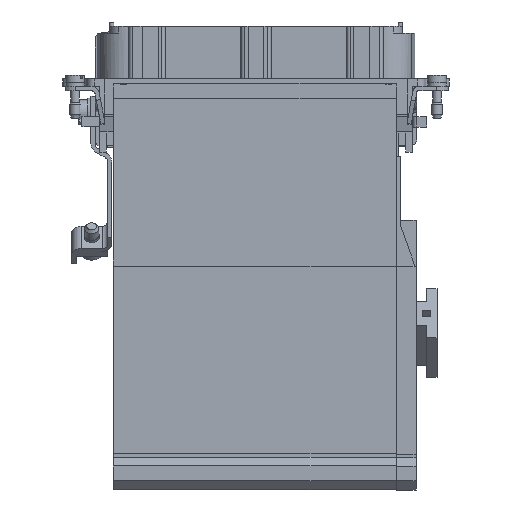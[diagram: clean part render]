
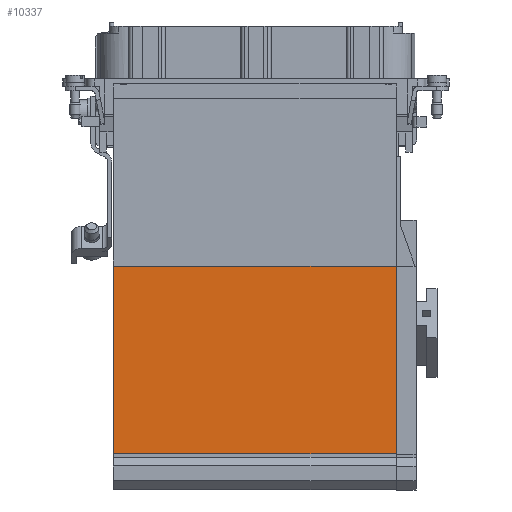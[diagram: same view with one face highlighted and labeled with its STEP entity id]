
A CAD part, front view. The second image highlights one B-rep face of the part: STEP entity #10337.
In plain terms, the highlighted planar face has unit normal (0, -1, 0).
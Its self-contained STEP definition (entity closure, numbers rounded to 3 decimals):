
#10337=ADVANCED_FACE('',(#14641),#12709,.T.);
#12709=PLANE('',#62251);
#14641=FACE_OUTER_BOUND('',#17547,.T.);
#17547=EDGE_LOOP('',(#24723,#24724,#24725,#24726,#24727));
#24723=ORIENTED_EDGE('',*,*,#41402,.F.);
#24724=ORIENTED_EDGE('',*,*,#41403,.T.);
#24725=ORIENTED_EDGE('',*,*,#40005,.F.);
#24726=ORIENTED_EDGE('',*,*,#41401,.F.);
#24727=ORIENTED_EDGE('',*,*,#41375,.F.);
#35020=VERTEX_POINT('',#85141);
#35021=VERTEX_POINT('',#85143);
#35939=VERTEX_POINT('',#93997);
#35964=VERTEX_POINT('',#94095);
#35978=VERTEX_POINT('',#94161);
#40005=EDGE_CURVE('',#35020,#35021,#50102,.T.);
#41375=EDGE_CURVE('',#35939,#35964,#51010,.T.);
#41401=EDGE_CURVE('',#35964,#35020,#51024,.T.);
#41402=EDGE_CURVE('',#35978,#35939,#51025,.T.);
#41403=EDGE_CURVE('',#35978,#35021,#51026,.T.);
#50102=LINE('',#85142,#54935);
#51010=LINE('',#94094,#55845);
#51024=LINE('',#94158,#55859);
#51025=LINE('',#94160,#55860);
#51026=LINE('',#94162,#55861);
#54935=VECTOR('',#67203,1.);
#55845=VECTOR('',#69999,1.);
#55859=VECTOR('',#70053,1.);
#55860=VECTOR('',#70056,1.);
#55861=VECTOR('',#70057,1.);
#62251=AXIS2_PLACEMENT_3D('',#94163,#70058,#70059);
#67203=DIRECTION('',(0.,0.,1.));
#69999=DIRECTION('',(0.,0.,-1.));
#70053=DIRECTION('',(-1.,0.,0.));
#70056=DIRECTION('',(0.,0.,-1.));
#70057=DIRECTION('',(-1.,0.,0.));
#70058=DIRECTION('',(0.,-1.,0.));
#70059=DIRECTION('',(0.,0.,-1.));
#85141=CARTESIAN_POINT('',(-40.98,-29.5,-104.4));
#85142=CARTESIAN_POINT('',(-40.98,-29.5,-103.4));
#85143=CARTESIAN_POINT('',(-40.98,-29.5,-50.4));
#93997=CARTESIAN_POINT('',(40.3,-29.5,-100.099));
#94094=CARTESIAN_POINT('',(40.3,-29.5,-51.4));
#94095=CARTESIAN_POINT('',(40.3,-29.5,-104.4));
#94158=CARTESIAN_POINT('',(35.22,-29.5,-104.4));
#94160=CARTESIAN_POINT('',(40.3,-29.5,-51.4));
#94161=CARTESIAN_POINT('',(40.3,-29.5,-50.4));
#94162=CARTESIAN_POINT('',(35.22,-29.5,-50.4));
#94163=CARTESIAN_POINT('',(35.22,-29.5,-51.4));
